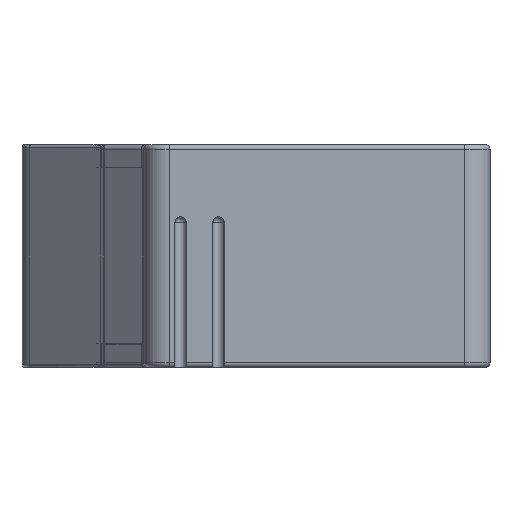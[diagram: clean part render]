
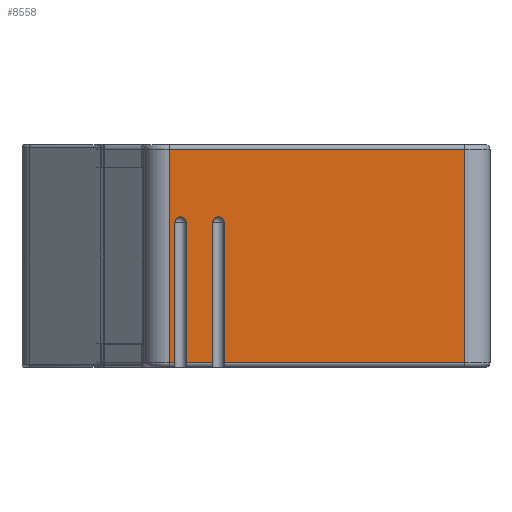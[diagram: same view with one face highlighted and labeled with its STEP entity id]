
A CAD part, left-side view. The second image highlights one B-rep face of the part: STEP entity #8558.
In plain terms, the highlighted planar face has unit normal (-1, 0, 0).
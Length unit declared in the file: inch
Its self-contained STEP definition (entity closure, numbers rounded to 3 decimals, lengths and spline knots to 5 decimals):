
#73 = EDGE_CURVE ( 'NONE', #1267, #8464, #285, .T. ) ;
#106 = ORIENTED_EDGE ( 'NONE', *, *, #4186, .T. ) ;
#107 = CARTESIAN_POINT ( 'NONE',  ( -3.276, -0.595, -0.75729 ) ) ;
#214 = CARTESIAN_POINT ( 'NONE',  ( -3.276, -0.555, 0.75729 ) ) ;
#226 = DIRECTION ( 'NONE',  ( 0., 0., -1. ) ) ;
#285 = CIRCLE ( 'NONE', #4406, 0.04 ) ;
#339 = CARTESIAN_POINT ( 'NONE',  ( -3.276, -2.645, -0.75729 ) ) ;
#392 = VERTEX_POINT ( 'NONE', #609 ) ;
#401 = LINE ( 'NONE', #3149, #7350 ) ;
#421 = DIRECTION ( 'NONE',  ( 0., 0., -1. ) ) ;
#455 = CARTESIAN_POINT ( 'NONE',  ( -3.276, -2.645, 0.78729 ) ) ;
#461 = VERTEX_POINT ( 'NONE', #107 ) ;
#609 = CARTESIAN_POINT ( 'NONE',  ( -3.276, -0.863, -0.75729 ) ) ;
#651 = VECTOR ( 'NONE', #3432, 39.37008 ) ;
#707 = CARTESIAN_POINT ( 'NONE',  ( -3.276, -0.555, -0.75729 ) ) ;
#752 = ORIENTED_EDGE ( 'NONE', *, *, #5215, .T. ) ;
#797 = CIRCLE ( 'NONE', #7675, 0.04 ) ;
#803 = EDGE_CURVE ( 'NONE', #8464, #4687, #797, .T. ) ;
#834 = VECTOR ( 'NONE', #4780, 39.37008 ) ;
#895 = EDGE_CURVE ( 'NONE', #6047, #6787, #5667, .T. ) ;
#906 = DIRECTION ( 'NONE',  ( 0., 1., 0. ) ) ;
#936 = VECTOR ( 'NONE', #226, 39.37008 ) ;
#937 = DIRECTION ( 'NONE',  ( 0., 1., 0. ) ) ;
#1250 = VECTOR ( 'NONE', #4748, 39.37008 ) ;
#1257 = LINE ( 'NONE', #6770, #834 ) ;
#1267 = VERTEX_POINT ( 'NONE', #2224 ) ;
#1270 = CARTESIAN_POINT ( 'NONE',  ( -3.276, -0.595, 0.27729 ) ) ;
#1497 = ORIENTED_EDGE ( 'NONE', *, *, #4301, .T. ) ;
#1550 = ORIENTED_EDGE ( 'NONE', *, *, #73, .T. ) ;
#1579 = DIRECTION ( 'NONE',  ( 1., 0., 0. ) ) ;
#1753 = DIRECTION ( 'NONE',  ( 0., 0., -1. ) ) ;
#1926 = VECTOR ( 'NONE', #421, 39.37008 ) ;
#1986 = EDGE_LOOP ( 'NONE', ( #4856, #8726, #752, #106, #6079, #5286, #1550, #2395, #1497, #8586, #6878, #4133, #4466, #5444 ) ) ;
#2119 = DIRECTION ( 'NONE',  ( 1., 0., 0. ) ) ;
#2224 = CARTESIAN_POINT ( 'NONE',  ( -3.276, -0.863, 0.23729 ) ) ;
#2318 = LINE ( 'NONE', #214, #4251 ) ;
#2395 = ORIENTED_EDGE ( 'NONE', *, *, #803, .T. ) ;
#2472 = AXIS2_PLACEMENT_3D ( 'NONE', #8207, #7506, #4158 ) ;
#2555 = AXIS2_PLACEMENT_3D ( 'NONE', #5150, #5842, #5179 ) ;
#2618 = CARTESIAN_POINT ( 'NONE',  ( -3.276, -2.645, 0.75729 ) ) ;
#2713 = LINE ( 'NONE', #2880, #936 ) ;
#2790 = DIRECTION ( 'NONE',  ( 0., 1., 0. ) ) ;
#2808 = VECTOR ( 'NONE', #2941, 39.37008 ) ;
#2880 = CARTESIAN_POINT ( 'NONE',  ( -3.276, -0.863, 0.27729 ) ) ;
#2912 = DIRECTION ( 'NONE',  ( 1., 0., 0. ) ) ;
#2941 = DIRECTION ( 'NONE',  ( 0., 0., -1. ) ) ;
#2993 = EDGE_CURVE ( 'NONE', #4619, #8064, #8552, .T. ) ;
#3149 = CARTESIAN_POINT ( 'NONE',  ( -3.276, -0.943, 0.27729 ) ) ;
#3173 = LINE ( 'NONE', #7005, #5101 ) ;
#3227 = LINE ( 'NONE', #1270, #4314 ) ;
#3234 = CARTESIAN_POINT ( 'NONE',  ( -3.276, -0.595, 0.23729 ) ) ;
#3432 = DIRECTION ( 'NONE',  ( 0., 0., -1. ) ) ;
#3583 = EDGE_CURVE ( 'NONE', #1267, #392, #2713, .T. ) ;
#3643 = CARTESIAN_POINT ( 'NONE',  ( -3.276, -0.903, 0.23729 ) ) ;
#4005 = FACE_OUTER_BOUND ( 'NONE', #1986, .T. ) ;
#4133 = ORIENTED_EDGE ( 'NONE', *, *, #6620, .T. ) ;
#4158 = DIRECTION ( 'NONE',  ( 0., 1., 0. ) ) ;
#4186 = EDGE_CURVE ( 'NONE', #4670, #7180, #8106, .T. ) ;
#4251 = VECTOR ( 'NONE', #8281, 39.37008 ) ;
#4297 = CIRCLE ( 'NONE', #5902, 0.04 ) ;
#4301 = EDGE_CURVE ( 'NONE', #4687, #5409, #401, .T. ) ;
#4314 = VECTOR ( 'NONE', #5272, 39.37008 ) ;
#4327 = DIRECTION ( 'NONE',  ( 0., -1., 0. ) ) ;
#4388 = CARTESIAN_POINT ( 'NONE',  ( -3.276, -0.943, -0.75729 ) ) ;
#4406 = AXIS2_PLACEMENT_3D ( 'NONE', #3643, #2912, #906 ) ;
#4408 = EDGE_CURVE ( 'NONE', #4435, #461, #3227, .T. ) ;
#4435 = VERTEX_POINT ( 'NONE', #3234 ) ;
#4466 = ORIENTED_EDGE ( 'NONE', *, *, #2993, .T. ) ;
#4619 = VERTEX_POINT ( 'NONE', #6886 ) ;
#4670 = VERTEX_POINT ( 'NONE', #8266 ) ;
#4687 = VERTEX_POINT ( 'NONE', #5012 ) ;
#4748 = DIRECTION ( 'NONE',  ( 0., -1., 0. ) ) ;
#4780 = DIRECTION ( 'NONE',  ( 0., -1., 0. ) ) ;
#4856 = ORIENTED_EDGE ( 'NONE', *, *, #4408, .F. ) ;
#4975 = LINE ( 'NONE', #707, #1250 ) ;
#5012 = CARTESIAN_POINT ( 'NONE',  ( -3.276, -0.943, 0.23729 ) ) ;
#5101 = VECTOR ( 'NONE', #4327, 39.37008 ) ;
#5150 = CARTESIAN_POINT ( 'NONE',  ( -3.276, -0.555, 0.78729 ) ) ;
#5179 = DIRECTION ( 'NONE',  ( 0., 1., 0. ) ) ;
#5215 = EDGE_CURVE ( 'NONE', #8022, #4670, #4297, .T. ) ;
#5272 = DIRECTION ( 'NONE',  ( 0., 0., -1. ) ) ;
#5286 = ORIENTED_EDGE ( 'NONE', *, *, #3583, .F. ) ;
#5409 = VERTEX_POINT ( 'NONE', #4388 ) ;
#5444 = ORIENTED_EDGE ( 'NONE', *, *, #8173, .T. ) ;
#5667 = LINE ( 'NONE', #455, #1926 ) ;
#5673 = CARTESIAN_POINT ( 'NONE',  ( -3.276, -0.675, 0.27729 ) ) ;
#5842 = DIRECTION ( 'NONE',  ( 1., 0., 0. ) ) ;
#5902 = AXIS2_PLACEMENT_3D ( 'NONE', #6197, #2119, #2790 ) ;
#6005 = CARTESIAN_POINT ( 'NONE',  ( -3.276, -0.555, -0.75729 ) ) ;
#6024 = EDGE_CURVE ( 'NONE', #4435, #8022, #6078, .T. ) ;
#6047 = VERTEX_POINT ( 'NONE', #2618 ) ;
#6078 = CIRCLE ( 'NONE', #2472, 0.04 ) ;
#6079 = ORIENTED_EDGE ( 'NONE', *, *, #7716, .T. ) ;
#6197 = CARTESIAN_POINT ( 'NONE',  ( -3.276, -0.635, 0.23729 ) ) ;
#6213 = EDGE_CURVE ( 'NONE', #5409, #6787, #3173, .T. ) ;
#6620 = EDGE_CURVE ( 'NONE', #6047, #4619, #2318, .T. ) ;
#6714 = CARTESIAN_POINT ( 'NONE',  ( -3.276, -0.675, -0.75729 ) ) ;
#6770 = CARTESIAN_POINT ( 'NONE',  ( -3.276, -0.555, -0.75729 ) ) ;
#6787 = VERTEX_POINT ( 'NONE', #339 ) ;
#6878 = ORIENTED_EDGE ( 'NONE', *, *, #895, .F. ) ;
#6886 = CARTESIAN_POINT ( 'NONE',  ( -3.276, -0.555, 0.75729 ) ) ;
#7005 = CARTESIAN_POINT ( 'NONE',  ( -3.276, -0.555, -0.75729 ) ) ;
#7180 = VERTEX_POINT ( 'NONE', #6714 ) ;
#7205 = PLANE ( 'NONE',  #2555 ) ;
#7350 = VECTOR ( 'NONE', #1753, 39.37008 ) ;
#7427 = CARTESIAN_POINT ( 'NONE',  ( -3.276, -0.555, 0.78729 ) ) ;
#7506 = DIRECTION ( 'NONE',  ( 1., 0., 0. ) ) ;
#7649 = CARTESIAN_POINT ( 'NONE',  ( -3.276, -0.903, 0.23729 ) ) ;
#7653 = CARTESIAN_POINT ( 'NONE',  ( -3.276, -0.903, 0.27729 ) ) ;
#7675 = AXIS2_PLACEMENT_3D ( 'NONE', #7649, #1579, #937 ) ;
#7716 = EDGE_CURVE ( 'NONE', #7180, #392, #4975, .T. ) ;
#8022 = VERTEX_POINT ( 'NONE', #8697 ) ;
#8064 = VERTEX_POINT ( 'NONE', #6005 ) ;
#8106 = LINE ( 'NONE', #5673, #2808 ) ;
#8173 = EDGE_CURVE ( 'NONE', #8064, #461, #1257, .T. ) ;
#8207 = CARTESIAN_POINT ( 'NONE',  ( -3.276, -0.635, 0.23729 ) ) ;
#8266 = CARTESIAN_POINT ( 'NONE',  ( -3.276, -0.675, 0.23729 ) ) ;
#8281 = DIRECTION ( 'NONE',  ( 0., 1., 0. ) ) ;
#8464 = VERTEX_POINT ( 'NONE', #7653 ) ;
#8552 = LINE ( 'NONE', #7427, #651 ) ;
#8558 = ADVANCED_FACE ( 'NONE', ( #4005 ), #7205, .F. ) ;
#8586 = ORIENTED_EDGE ( 'NONE', *, *, #6213, .T. ) ;
#8697 = CARTESIAN_POINT ( 'NONE',  ( -3.276, -0.635, 0.27729 ) ) ;
#8726 = ORIENTED_EDGE ( 'NONE', *, *, #6024, .T. ) ;
